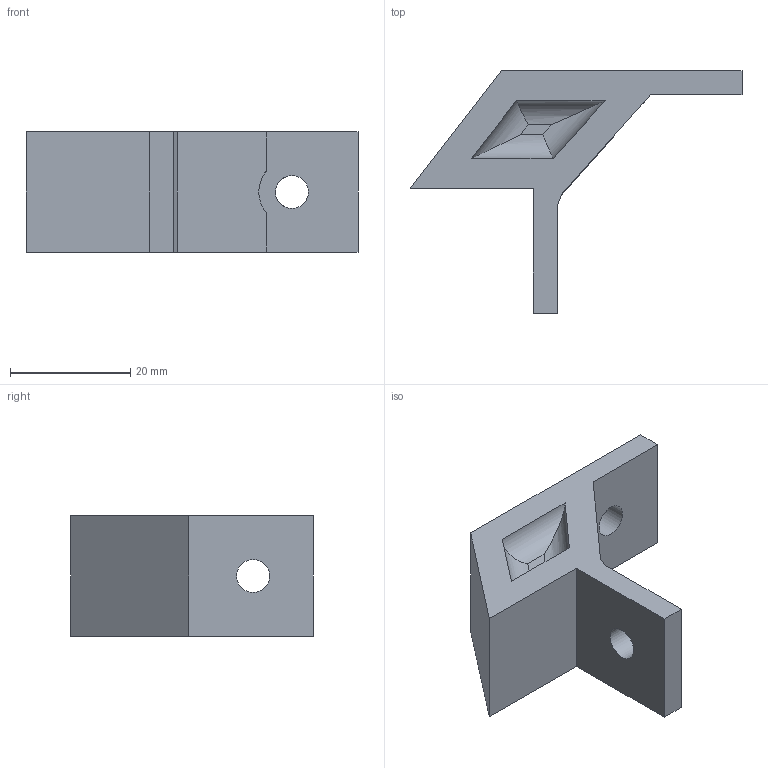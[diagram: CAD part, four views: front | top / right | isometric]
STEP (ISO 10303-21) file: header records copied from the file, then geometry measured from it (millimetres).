
FILE_DESCRIPTION((''),'2;1');
FILE_NAME('Taz Openbuild Y MidBracket left.stp','2015-09-14T21:36:43',('piercet'),(''),'Autodesk Inventor 2013','Autodesk Inventor 2013','');
FILE_SCHEMA(('AUTOMOTIVE_DESIGN { 1 0 10303 214 1 1 1 1 }'));
Length unit declared in the file: millimetre
Products named in the file (1): Taz Openbuild Y
Bounding box: 55.25 x 40.35 x 20 mm (x, y, z)
Volume: 12480.7 mm3; surface area: 5044 mm2
Topology: 1 solids, 1 shells, 26 faces, 67 edges, 45 vertices
Faces by surface type: plane 15, cylinder 11
Full cylindrical faces by diameter (mm): 5.5 x2
Entity records: 808 total; most frequent: CARTESIAN_POINT 135, DIRECTION 132, ORIENTED_EDGE 128, EDGE_CURVE 64, VECTOR 50, LINE 50, VERTEX_POINT 44, AXIS2_PLACEMENT_3D 41
